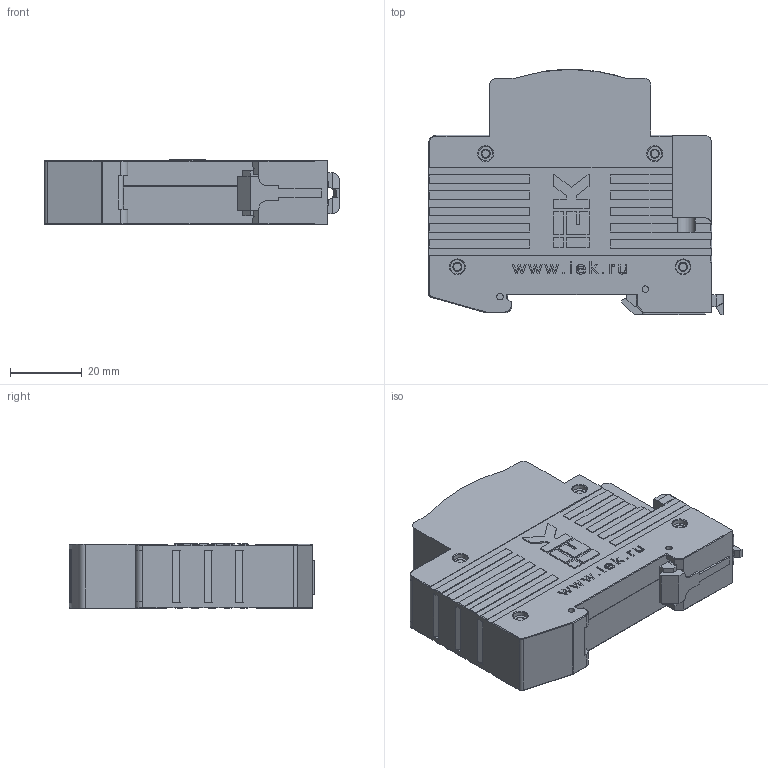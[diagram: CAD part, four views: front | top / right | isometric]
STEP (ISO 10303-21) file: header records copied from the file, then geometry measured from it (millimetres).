
FILE_DESCRIPTION (( 'STEP AP214' ), '1' );
FILE_NAME ('01.03.03.07 Çâîíîê ÇÄ-47 íà DIN-ðåéêó ÈÝÊ.STEP', '2017-03-17T07:26:09', ( 'user' ), ( '' ), 'SwSTEP 2.0', 'SolidWorks 2014', '' );
FILE_SCHEMA (( 'AUTOMOTIVE_DESIGN' ));
Length unit declared in the file: millimetre
Products named in the file (1): 01.03.03.07 Çâîíîê ÇÄ-47 íà DIN-ðåéêó ÈÝÊ
Bounding box: 82.24 x 68.42 x 18 mm (x, y, z)
Volume: 71547.7 mm3; surface area: 23066.5 mm2
Topology: 1 solids, 21 shells, 1180 faces, 3249 edges, 2141 vertices
Faces by surface type: plane 762, bspline 235, cylinder 153, cone 29, torus 1
Full cylindrical faces by diameter (mm): 1.8 x4, 2.1 x6, 4 x8
Entity records: 38809 total; most frequent: CARTESIAN_POINT 10544, ORIENTED_EDGE 6424, DIRECTION 4806, EDGE_CURVE 3212, VECTOR 2330, LINE 2330, VERTEX_POINT 2137, EDGE_LOOP 1263
